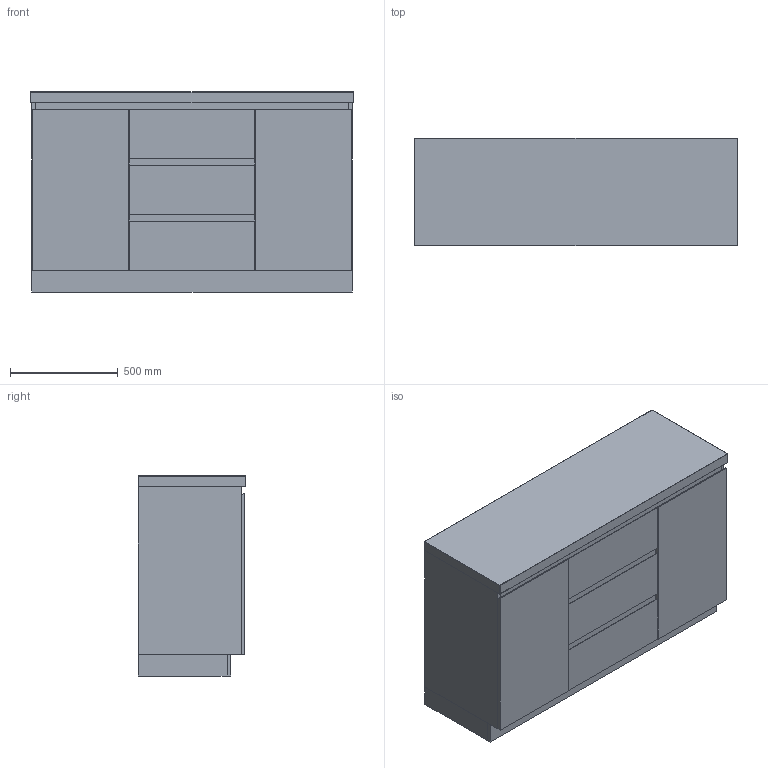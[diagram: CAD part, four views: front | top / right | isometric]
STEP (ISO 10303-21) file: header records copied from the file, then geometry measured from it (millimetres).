
FILE_DESCRIPTION(/* description */ (''),/* implementation_level */ '2;1');
FILE_NAME(/* name */ 'Domaine Hamper 1500 Double (50MM)',/* time_stamp */ '2025-07-09T14:50:12+10:00',/* author */ (''),/* organization */ (''),/* preprocessor_version */ 'ST-DEVELOPER v16.5',/* originating_system */ '',/* authorisation */ '');
FILE_SCHEMA (('AUTOMOTIVE_DESIGN'));
Length unit declared in the file: millimetre
Products named in the file (7): Document; Domaine Hamper 1500 Double (50MM); Domaine Hamper ALL15; Domaine Hamper 1500 Double6; Domaine Hamper 1500 Double FM2; Blank Benchtops ALL7891011121314; 1500 Benchtop (50mm)45
Assembly tree (6 placements, depth 5):
  Document
    Domaine Hamper 1500 Double (50MM)
      Domaine Hamper ALL15
        Domaine Hamper 1500 Double6
          Domaine Hamper 1500 Double FM2
      Blank Benchtops ALL7891011121314
        1500 Benchtop (50mm)45
Bounding box: 1500 x 500 x 930 mm (x, y, z)
Volume: 95730613.8 mm3; surface area: 13033408.7 mm2
Topology: 17 solids, 17 shells, 151 faces, 334 edges, 212 vertices
Faces by surface type: plane 134, cylinder 11, bspline 6
Entity records: 4321 total; most frequent: CARTESIAN_POINT 1320, ORIENTED_EDGE 656, EDGE_CURVE 328, B_SPLINE_CURVE_WITH_KNOTS 308, VERTEX_POINT 212, DIRECTION 175, AXIS2_PLACEMENT_3D 160, EDGE_LOOP 152
